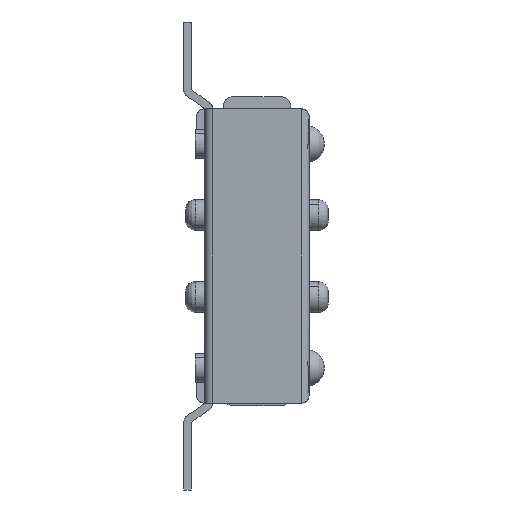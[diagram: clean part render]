
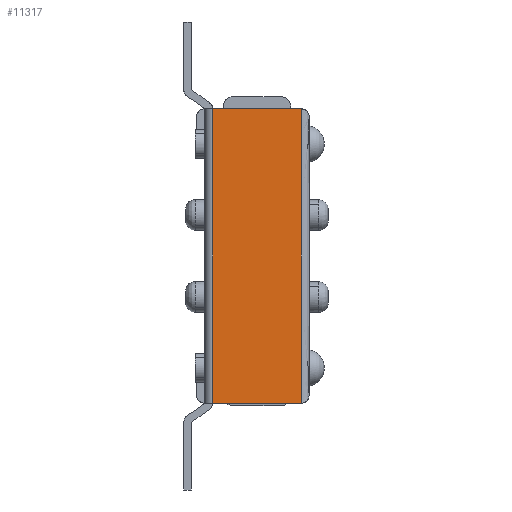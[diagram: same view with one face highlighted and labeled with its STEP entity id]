
A CAD part, left-side view. The second image highlights one B-rep face of the part: STEP entity #11317.
In plain terms, the highlighted free-form (B-spline) face has degree [1, 1] with [2, 2] control points.
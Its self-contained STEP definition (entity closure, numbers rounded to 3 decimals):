
#7715=CARTESIAN_POINT('',(-8.5,-12.2,-5.25));
#7716=VERTEX_POINT('',#7715);
#7823=CARTESIAN_POINT('',(-8.5,-12.2,-35.75));
#7824=VERTEX_POINT('',#7823);
#9918=CARTESIAN_POINT('',(-8.5,-3.,-35.75));
#9919=VERTEX_POINT('',#9918);
#9933=CARTESIAN_POINT('',(-8.5,-3.,-5.25));
#9934=VERTEX_POINT('',#9933);
#9935=CARTESIAN_POINT('',(-8.5,-3.,-5.25));
#9936=CARTESIAN_POINT('',(-8.5,-3.,-35.75));
#9937=QUASI_UNIFORM_CURVE('',1,(#9935,#9936),.UNSPECIFIED.,.F.,.U.);
#9938=EDGE_CURVE('',#9934,#9919,#9937,.T.);
#9975=CARTESIAN_POINT('',(-8.5,-12.2,-35.75));
#9976=CARTESIAN_POINT('',(-8.5,-12.2,-5.25));
#9977=QUASI_UNIFORM_CURVE('',1,(#9975,#9976),.UNSPECIFIED.,.F.,.U.);
#9978=EDGE_CURVE('',#7824,#7716,#9977,.T.);
#11126=CARTESIAN_POINT('',(-8.5,-3.,-35.75));
#11127=CARTESIAN_POINT('',(-8.5,-12.2,-35.75));
#11128=QUASI_UNIFORM_CURVE('',1,(#11126,#11127),.UNSPECIFIED.,.F.,.U.);
#11129=EDGE_CURVE('',#9919,#7824,#11128,.T.);
#11302=CARTESIAN_POINT('',(-8.5,-2.54,-37.273));
#11303=CARTESIAN_POINT('',(-8.5,-12.66,-37.273));
#11304=CARTESIAN_POINT('',(-8.5,-2.54,-3.727));
#11305=CARTESIAN_POINT('',(-8.5,-12.66,-3.727));
#11306=B_SPLINE_SURFACE_WITH_KNOTS('',1,1,((#11302,#11304),(#11303,#11305)),.UNSPECIFIED.,.F.,.F.,.U.,(2,2),(2,2),(0.0,10.119),(0.0,33.547),.UNSPECIFIED.);
#11307=ORIENTED_EDGE('',*,*,#11129,.T.);
#11308=ORIENTED_EDGE('',*,*,#9978,.T.);
#11309=CARTESIAN_POINT('',(-8.5,-3.,-5.25));
#11310=CARTESIAN_POINT('',(-8.5,-12.2,-5.25));
#11311=QUASI_UNIFORM_CURVE('',1,(#11309,#11310),.UNSPECIFIED.,.F.,.U.);
#11312=EDGE_CURVE('',#9934,#7716,#11311,.T.);
#11313=ORIENTED_EDGE('',*,*,#11312,.F.);
#11314=ORIENTED_EDGE('',*,*,#9938,.T.);
#11315=EDGE_LOOP('',(#11307,#11308,#11313,#11314));
#11316=FACE_OUTER_BOUND('',#11315,.T.);
#11317=ADVANCED_FACE('',(#11316),#11306,.T.);
